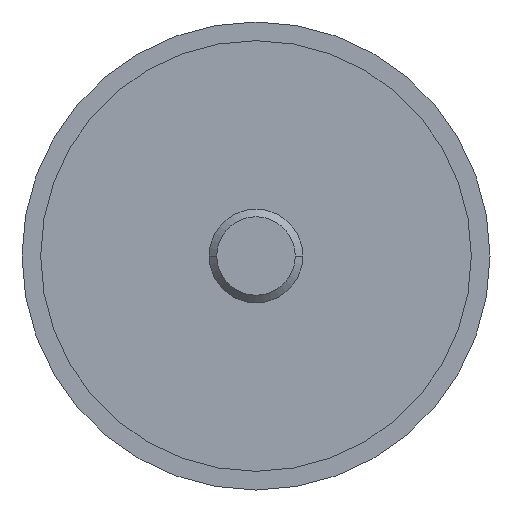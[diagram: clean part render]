
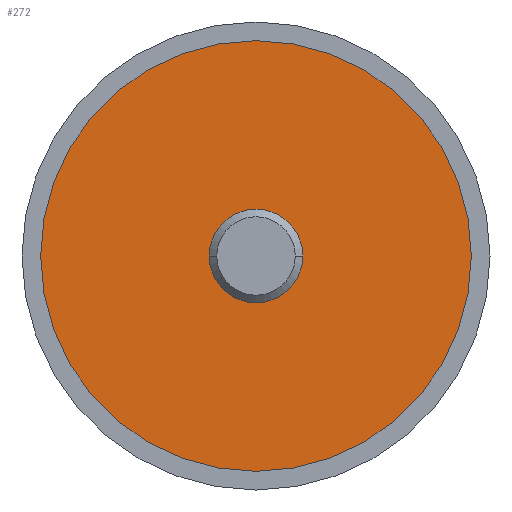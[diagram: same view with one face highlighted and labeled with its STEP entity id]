
A CAD part, front view. The second image highlights one B-rep face of the part: STEP entity #272.
In plain terms, the highlighted planar face has unit normal (0, -1, 0).
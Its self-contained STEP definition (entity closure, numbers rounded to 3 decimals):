
#232=VERTEX_POINT('',#588);
#260=EDGE_CURVE('',#478,#232,#620,.T.);
#268=EDGE_CURVE('',#354,#386,#631,.T.);
#272=ADVANCED_FACE('',(#635,#636),#637,.T.);
#320=EDGE_CURVE('',#386,#354,#689,.T.);
#354=VERTEX_POINT('',#727);
#386=VERTEX_POINT('',#763);
#462=EDGE_CURVE('',#232,#478,#848,.T.);
#478=VERTEX_POINT('',#868);
#588=CARTESIAN_POINT('',(23.0,0.0,0.0));
#620=CIRCLE('',#1032,23.0);
#631=CIRCLE('',#1044,5.0);
#635=FACE_BOUND('',#1050,.T.);
#636=FACE_OUTER_BOUND('',#1051,.T.);
#637=PLANE('',#1052);
#689=CIRCLE('',#1121,5.0);
#727=CARTESIAN_POINT('',(-5.0,0.0,0.));
#763=CARTESIAN_POINT('',(5.0,0.0,0.));
#848=CIRCLE('',#1320,23.0);
#868=CARTESIAN_POINT('',(-23.0,0.0,0.));
#1032=AXIS2_PLACEMENT_3D('',#1518,#1519,#1520);
#1044=AXIS2_PLACEMENT_3D('',#1543,#1544,#1545);
#1050=EDGE_LOOP('',(#1548,#1549));
#1051=EDGE_LOOP('',(#1550,#1551));
#1052=AXIS2_PLACEMENT_3D('',#1552,#1553,#1554);
#1121=AXIS2_PLACEMENT_3D('',#1607,#1608,#1609);
#1320=AXIS2_PLACEMENT_3D('',#1783,#1784,#1785);
#1518=CARTESIAN_POINT('',(0.0,0.0,0.0));
#1519=DIRECTION('',(0.0,-1.0,0.0));
#1520=DIRECTION('',(1.0,0.0,0.0));
#1543=CARTESIAN_POINT('',(0.0,0.0,0.0));
#1544=DIRECTION('',(-0.0,1.0,0.0));
#1545=DIRECTION('',(1.0,0.0,0.0));
#1548=ORIENTED_EDGE('',*,*,#268,.T.);
#1549=ORIENTED_EDGE('',*,*,#320,.T.);
#1550=ORIENTED_EDGE('',*,*,#462,.T.);
#1551=ORIENTED_EDGE('',*,*,#260,.T.);
#1552=CARTESIAN_POINT('',(0.0,0.0,0.0));
#1553=DIRECTION('',(0.0,-1.0,0.0));
#1554=DIRECTION('',(-1.0,0.0,0.0));
#1607=CARTESIAN_POINT('',(0.0,0.0,0.0));
#1608=DIRECTION('',(-0.0,1.0,0.0));
#1609=DIRECTION('',(1.0,0.0,0.0));
#1783=CARTESIAN_POINT('',(0.0,0.0,0.0));
#1784=DIRECTION('',(0.0,-1.0,0.0));
#1785=DIRECTION('',(1.0,0.0,0.0));
